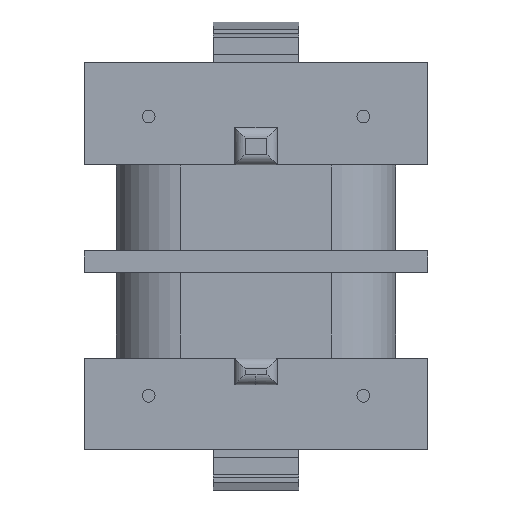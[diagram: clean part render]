
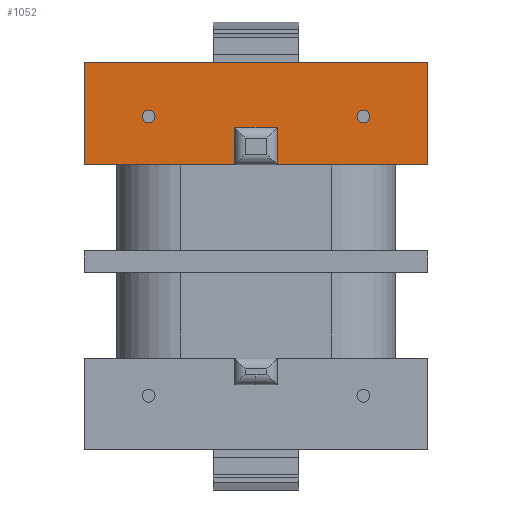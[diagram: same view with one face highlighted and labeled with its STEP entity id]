
A CAD part, front view. The second image highlights one B-rep face of the part: STEP entity #1052.
In plain terms, the highlighted planar face has unit normal (0, -1, 0).
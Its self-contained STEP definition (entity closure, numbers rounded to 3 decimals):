
#2 = ORIENTED_EDGE ( 'NONE', *, *, #943, .T. ) ;
#47 = LINE ( 'NONE', #1827, #497 ) ;
#73 = DIRECTION ( 'NONE',  ( 1., 0., 0. ) ) ;
#105 = LINE ( 'NONE', #2811, #3772 ) ;
#182 = AXIS2_PLACEMENT_3D ( 'NONE', #5531, #4305, #4755 ) ;
#204 = ORIENTED_EDGE ( 'NONE', *, *, #580, .F. ) ;
#232 = ORIENTED_EDGE ( 'NONE', *, *, #2935, .F. ) ;
#284 = EDGE_CURVE ( 'NONE', #4841, #4010, #2169, .T. ) ;
#338 = VERTEX_POINT ( 'NONE', #3365 ) ;
#408 = PLANE ( 'NONE',  #724 ) ;
#453 = EDGE_CURVE ( 'NONE', #3792, #1422, #4183, .T. ) ;
#497 = VECTOR ( 'NONE', #73, 1000. ) ;
#540 = VERTEX_POINT ( 'NONE', #2419 ) ;
#580 = EDGE_CURVE ( 'NONE', #4385, #5717, #1555, .T. ) ;
#665 = DIRECTION ( 'NONE',  ( 0., 0., 1. ) ) ;
#692 = ORIENTED_EDGE ( 'NONE', *, *, #453, .T. ) ;
#697 = VERTEX_POINT ( 'NONE', #1673 ) ;
#724 = AXIS2_PLACEMENT_3D ( 'NONE', #2180, #3943, #1754 ) ;
#816 = FACE_BOUND ( 'NONE', #5151, .T. ) ;
#943 = EDGE_CURVE ( 'NONE', #540, #3792, #1635, .T. ) ;
#994 = VECTOR ( 'NONE', #4070, 1000. ) ;
#1052 = ADVANCED_FACE ( 'NONE', ( #816, #3049, #4387 ), #408, .F. ) ;
#1102 = DIRECTION ( 'NONE',  ( 1., 0., 0. ) ) ;
#1104 = CARTESIAN_POINT ( 'NONE',  ( -5., -7.5, 15.5 ) ) ;
#1113 = EDGE_CURVE ( 'NONE', #540, #5470, #105, .T. ) ;
#1117 = ORIENTED_EDGE ( 'NONE', *, *, #1113, .F. ) ;
#1133 = EDGE_CURVE ( 'NONE', #5717, #4385, #1289, .T. ) ;
#1171 = CARTESIAN_POINT ( 'NONE',  ( 5., -7.5, 18. ) ) ;
#1212 = CARTESIAN_POINT ( 'NONE',  ( 8., -7.5, 13.245 ) ) ;
#1281 = AXIS2_PLACEMENT_3D ( 'NONE', #5122, #3826, #5626 ) ;
#1289 = CIRCLE ( 'NONE', #4531, 0.3 ) ;
#1375 = CARTESIAN_POINT ( 'NONE',  ( 1., -7.5, 13.245 ) ) ;
#1422 = VERTEX_POINT ( 'NONE', #1375 ) ;
#1474 = DIRECTION ( 'NONE',  ( 0., -1., 0. ) ) ;
#1502 = ORIENTED_EDGE ( 'NONE', *, *, #5007, .F. ) ;
#1507 = CARTESIAN_POINT ( 'NONE',  ( 5., -7.5, 15.5 ) ) ;
#1555 = CIRCLE ( 'NONE', #1281, 0.3 ) ;
#1593 = CARTESIAN_POINT ( 'NONE',  ( 8., -7.5, 39.131 ) ) ;
#1619 = CARTESIAN_POINT ( 'NONE',  ( 5., -7.5, 15.8 ) ) ;
#1635 = LINE ( 'NONE', #2004, #4056 ) ;
#1668 = CARTESIAN_POINT ( 'NONE',  ( -1., -7.5, 13.245 ) ) ;
#1671 = DIRECTION ( 'NONE',  ( 0., -1., 0. ) ) ;
#1673 = CARTESIAN_POINT ( 'NONE',  ( -5., -7.5, 15.8 ) ) ;
#1754 = DIRECTION ( 'NONE',  ( 0., 0., 1. ) ) ;
#1827 = CARTESIAN_POINT ( 'NONE',  ( -1., -7.5, 13.245 ) ) ;
#1844 = EDGE_CURVE ( 'NONE', #4010, #5470, #47, .T. ) ;
#1990 = ORIENTED_EDGE ( 'NONE', *, *, #3447, .T. ) ;
#2004 = CARTESIAN_POINT ( 'NONE',  ( 8., -7.5, 15. ) ) ;
#2169 = LINE ( 'NONE', #5219, #4900 ) ;
#2180 = CARTESIAN_POINT ( 'NONE',  ( -1., -7.5, 39.131 ) ) ;
#2188 = ORIENTED_EDGE ( 'NONE', *, *, #1844, .T. ) ;
#2369 = EDGE_CURVE ( 'NONE', #5124, #4841, #5632, .T. ) ;
#2419 = CARTESIAN_POINT ( 'NONE',  ( -1., -7.5, 15. ) ) ;
#2513 = DIRECTION ( 'NONE',  ( -1., 0., 0. ) ) ;
#2689 = ORIENTED_EDGE ( 'NONE', *, *, #3771, .F. ) ;
#2811 = CARTESIAN_POINT ( 'NONE',  ( -1., -7.5, 39.131 ) ) ;
#2914 = LINE ( 'NONE', #1593, #3384 ) ;
#2935 = EDGE_CURVE ( 'NONE', #5124, #2994, #2914, .T. ) ;
#2994 = VERTEX_POINT ( 'NONE', #1212 ) ;
#3043 = CARTESIAN_POINT ( 'NONE',  ( -1., -7.5, 13.245 ) ) ;
#3049 = FACE_OUTER_BOUND ( 'NONE', #4987, .T. ) ;
#3056 = EDGE_LOOP ( 'NONE', ( #3140, #204 ) ) ;
#3140 = ORIENTED_EDGE ( 'NONE', *, *, #1133, .F. ) ;
#3206 = DIRECTION ( 'NONE',  ( 0., 0., 1. ) ) ;
#3365 = CARTESIAN_POINT ( 'NONE',  ( -5., -7.5, 15.2 ) ) ;
#3384 = VECTOR ( 'NONE', #4195, 1000. ) ;
#3447 = EDGE_CURVE ( 'NONE', #1422, #2994, #5679, .T. ) ;
#3471 = DIRECTION ( 'NONE',  ( 1., 0., 0. ) ) ;
#3701 = CIRCLE ( 'NONE', #182, 0.3 ) ;
#3710 = AXIS2_PLACEMENT_3D ( 'NONE', #1104, #1671, #665 ) ;
#3771 = EDGE_CURVE ( 'NONE', #338, #697, #3701, .T. ) ;
#3772 = VECTOR ( 'NONE', #5407, 1000. ) ;
#3792 = VERTEX_POINT ( 'NONE', #5660 ) ;
#3826 = DIRECTION ( 'NONE',  ( 0., -1., 0. ) ) ;
#3943 = DIRECTION ( 'NONE',  ( 0., 1., 0. ) ) ;
#4010 = VERTEX_POINT ( 'NONE', #4597 ) ;
#4056 = VECTOR ( 'NONE', #1102, 1000. ) ;
#4070 = DIRECTION ( 'NONE',  ( 0., 0., -1. ) ) ;
#4183 = LINE ( 'NONE', #4977, #994 ) ;
#4195 = DIRECTION ( 'NONE',  ( 0., 0., -1. ) ) ;
#4218 = VECTOR ( 'NONE', #2513, 1000. ) ;
#4228 = ORIENTED_EDGE ( 'NONE', *, *, #284, .T. ) ;
#4305 = DIRECTION ( 'NONE',  ( 0., -1., 0. ) ) ;
#4385 = VERTEX_POINT ( 'NONE', #5518 ) ;
#4387 = FACE_BOUND ( 'NONE', #3056, .T. ) ;
#4466 = CIRCLE ( 'NONE', #3710, 0.3 ) ;
#4531 = AXIS2_PLACEMENT_3D ( 'NONE', #1507, #1474, #3206 ) ;
#4597 = CARTESIAN_POINT ( 'NONE',  ( -8., -7.5, 13.245 ) ) ;
#4755 = DIRECTION ( 'NONE',  ( 0., 0., 1. ) ) ;
#4841 = VERTEX_POINT ( 'NONE', #5445 ) ;
#4900 = VECTOR ( 'NONE', #5663, 1000. ) ;
#4977 = CARTESIAN_POINT ( 'NONE',  ( 1., -7.5, 39.131 ) ) ;
#4987 = EDGE_LOOP ( 'NONE', ( #4228, #2188, #1117, #2, #692, #1990, #232, #5761 ) ) ;
#5007 = EDGE_CURVE ( 'NONE', #697, #338, #4466, .T. ) ;
#5122 = CARTESIAN_POINT ( 'NONE',  ( 5., -7.5, 15.5 ) ) ;
#5124 = VERTEX_POINT ( 'NONE', #5437 ) ;
#5151 = EDGE_LOOP ( 'NONE', ( #1502, #2689 ) ) ;
#5219 = CARTESIAN_POINT ( 'NONE',  ( -8., -7.5, 39.131 ) ) ;
#5407 = DIRECTION ( 'NONE',  ( 0., 0., -1. ) ) ;
#5426 = VECTOR ( 'NONE', #3471, 1000. ) ;
#5437 = CARTESIAN_POINT ( 'NONE',  ( 8., -7.5, 18. ) ) ;
#5445 = CARTESIAN_POINT ( 'NONE',  ( -8., -7.5, 18. ) ) ;
#5470 = VERTEX_POINT ( 'NONE', #3043 ) ;
#5518 = CARTESIAN_POINT ( 'NONE',  ( 5., -7.5, 15.2 ) ) ;
#5531 = CARTESIAN_POINT ( 'NONE',  ( -5., -7.5, 15.5 ) ) ;
#5626 = DIRECTION ( 'NONE',  ( 0., 0., 1. ) ) ;
#5632 = LINE ( 'NONE', #1171, #4218 ) ;
#5660 = CARTESIAN_POINT ( 'NONE',  ( 1., -7.5, 15. ) ) ;
#5663 = DIRECTION ( 'NONE',  ( 0., 0., -1. ) ) ;
#5679 = LINE ( 'NONE', #1668, #5426 ) ;
#5717 = VERTEX_POINT ( 'NONE', #1619 ) ;
#5761 = ORIENTED_EDGE ( 'NONE', *, *, #2369, .T. ) ;
